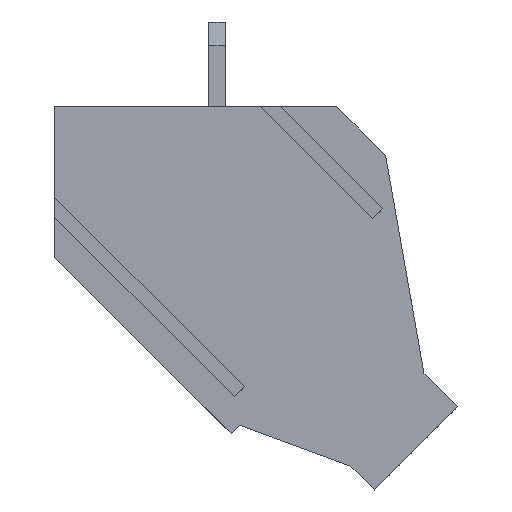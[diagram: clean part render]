
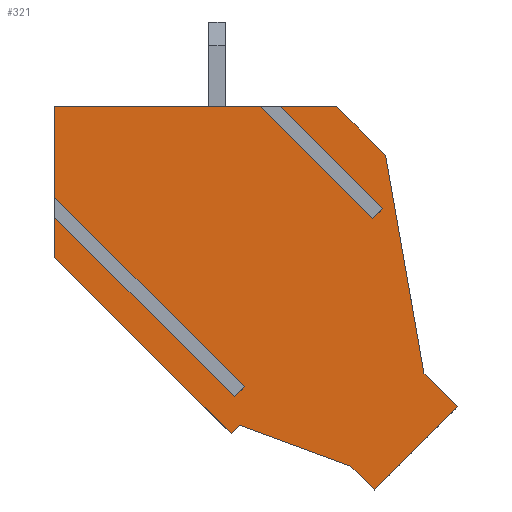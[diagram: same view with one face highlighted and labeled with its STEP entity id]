
A CAD part, front view. The second image highlights one B-rep face of the part: STEP entity #321.
In plain terms, the highlighted planar face has unit normal (0, -1, 0).
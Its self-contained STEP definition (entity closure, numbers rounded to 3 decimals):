
#321 = ADVANCED_FACE( '', ( #722 ), #723, .T. );
#722 = FACE_OUTER_BOUND( '', #1205, .T. );
#723 = PLANE( '', #1206 );
#1205 = EDGE_LOOP( '', ( #2151, #2152, #2153, #2154, #2155, #2156, #2157, #2158, #2159, #2160, #2161, #2162, #2163, #2164, #2165, #2166, #2167, #2168 ) );
#1206 = AXIS2_PLACEMENT_3D( '', #2169, #2170, #2171 );
#2151 = ORIENTED_EDGE( '', *, *, #2917, .T. );
#2152 = ORIENTED_EDGE( '', *, *, #3231, .T. );
#2153 = ORIENTED_EDGE( '', *, *, #3238, .F. );
#2154 = ORIENTED_EDGE( '', *, *, #3173, .F. );
#2155 = ORIENTED_EDGE( '', *, *, #2913, .T. );
#2156 = ORIENTED_EDGE( '', *, *, #3239, .T. );
#2157 = ORIENTED_EDGE( '', *, *, #3136, .T. );
#2158 = ORIENTED_EDGE( '', *, *, #3240, .T. );
#2159 = ORIENTED_EDGE( '', *, *, #3241, .T. );
#2160 = ORIENTED_EDGE( '', *, *, #3242, .T. );
#2161 = ORIENTED_EDGE( '', *, *, #3243, .T. );
#2162 = ORIENTED_EDGE( '', *, *, #3244, .T. );
#2163 = ORIENTED_EDGE( '', *, *, #3245, .T. );
#2164 = ORIENTED_EDGE( '', *, *, #3132, .T. );
#2165 = ORIENTED_EDGE( '', *, *, #3216, .T. );
#2166 = ORIENTED_EDGE( '', *, *, #3246, .F. );
#2167 = ORIENTED_EDGE( '', *, *, #3222, .F. );
#2168 = ORIENTED_EDGE( '', *, *, #3128, .T. );
#2169 = CARTESIAN_POINT( '', ( 129.919, -50.8, 4.895 ) );
#2170 = DIRECTION( '', ( 0., -1., 0. ) );
#2171 = DIRECTION( '', ( -1., 0., 0. ) );
#2913 = EDGE_CURVE( '', #3501, #3499, #3502, .T. );
#2917 = EDGE_CURVE( '', #3509, #3507, #3510, .T. );
#3128 = EDGE_CURVE( '', #3862, #3509, #3863, .T. );
#3132 = EDGE_CURVE( '', #3840, #3868, #3870, .T. );
#3136 = EDGE_CURVE( '', #3872, #3874, #3876, .T. );
#3173 = EDGE_CURVE( '', #3501, #3926, #3927, .T. );
#3216 = EDGE_CURVE( '', #3868, #3989, #3990, .T. );
#3222 = EDGE_CURVE( '', #3862, #3997, #3998, .T. );
#3231 = EDGE_CURVE( '', #3507, #4009, #4010, .T. );
#3238 = EDGE_CURVE( '', #3926, #4009, #4017, .T. );
#3239 = EDGE_CURVE( '', #3499, #3872, #4018, .T. );
#3240 = EDGE_CURVE( '', #3874, #4019, #4020, .T. );
#3241 = EDGE_CURVE( '', #4019, #4021, #4022, .T. );
#3242 = EDGE_CURVE( '', #4021, #4023, #4024, .T. );
#3243 = EDGE_CURVE( '', #4023, #4025, #4026, .T. );
#3244 = EDGE_CURVE( '', #4025, #4027, #4028, .T. );
#3245 = EDGE_CURVE( '', #4027, #3840, #4029, .T. );
#3246 = EDGE_CURVE( '', #3997, #3989, #4030, .T. );
#3499 = VERTEX_POINT( '', #4352 );
#3501 = VERTEX_POINT( '', #4355 );
#3502 = LINE( '', #4356, #4357 );
#3507 = VERTEX_POINT( '', #4364 );
#3509 = VERTEX_POINT( '', #4367 );
#3510 = LINE( '', #4368, #4369 );
#3840 = VERTEX_POINT( '', #4859 );
#3862 = VERTEX_POINT( '', #4895 );
#3863 = LINE( '', #4896, #4897 );
#3868 = VERTEX_POINT( '', #4904 );
#3870 = LINE( '', #4907, #4908 );
#3872 = VERTEX_POINT( '', #4910 );
#3874 = VERTEX_POINT( '', #4913 );
#3876 = LINE( '', #4916, #4917 );
#3926 = VERTEX_POINT( '', #4988 );
#3927 = LINE( '', #4989, #4990 );
#3989 = VERTEX_POINT( '', #5079 );
#3990 = LINE( '', #5080, #5081 );
#3997 = VERTEX_POINT( '', #5091 );
#3998 = LINE( '', #5092, #5093 );
#4009 = VERTEX_POINT( '', #5109 );
#4010 = LINE( '', #5110, #5111 );
#4017 = LINE( '', #5121, #5122 );
#4018 = LINE( '', #5123, #5124 );
#4019 = VERTEX_POINT( '', #5125 );
#4020 = LINE( '', #5126, #5127 );
#4021 = VERTEX_POINT( '', #5128 );
#4022 = LINE( '', #5129, #5130 );
#4023 = VERTEX_POINT( '', #5131 );
#4024 = LINE( '', #5132, #5133 );
#4025 = VERTEX_POINT( '', #5134 );
#4026 = LINE( '', #5135, #5136 );
#4027 = VERTEX_POINT( '', #5137 );
#4028 = LINE( '', #5138, #5139 );
#4029 = LINE( '', #5140, #5141 );
#4030 = LINE( '', #5142, #5143 );
#4352 = CARTESIAN_POINT( '', ( 40., -50.8, -6.398 ) );
#4355 = CARTESIAN_POINT( '', ( 40., -50.8, -4.701 ) );
#4356 = CARTESIAN_POINT( '', ( 40., -50.8, -6.398 ) );
#4357 = VECTOR( '', #5476, 1000. );
#4364 = CARTESIAN_POINT( '', ( 40., -50.8, -3.852 ) );
#4367 = CARTESIAN_POINT( '', ( 40., -50.8, 0. ) );
#4368 = CARTESIAN_POINT( '', ( 40., -50.8, -6.398 ) );
#4369 = VECTOR( '', #5480, 1000. );
#4859 = CARTESIAN_POINT( '', ( 51.987, -50.8, 0. ) );
#4895 = CARTESIAN_POINT( '', ( 48.734, -50.8, 0. ) );
#4896 = CARTESIAN_POINT( '', ( 40., -50.8, 0. ) );
#4897 = VECTOR( '', #5658, 1000. );
#4904 = CARTESIAN_POINT( '', ( 49.583, -50.8, 0. ) );
#4907 = CARTESIAN_POINT( '', ( 40., -50.8, 0. ) );
#4908 = VECTOR( '', #5662, 1000. );
#4910 = CARTESIAN_POINT( '', ( 47.495, -50.8, -13.893 ) );
#4913 = CARTESIAN_POINT( '', ( 47.849, -50.8, -13.54 ) );
#4916 = CARTESIAN_POINT( '', ( 47.849, -50.8, -13.54 ) );
#4917 = VECTOR( '', #5665, 1000. );
#4988 = CARTESIAN_POINT( '', ( 47.636, -50.8, -12.337 ) );
#4989 = CARTESIAN_POINT( '', ( 40.565, -50.8, -5.266 ) );
#4990 = VECTOR( '', #5702, 1000. );
#5079 = CARTESIAN_POINT( '', ( 53.93, -50.8, -4.347 ) );
#5080 = CARTESIAN_POINT( '', ( 47.707, -50.8, 1.875 ) );
#5081 = VECTOR( '', #5739, 1000. );
#5091 = CARTESIAN_POINT( '', ( 53.505, -50.8, -4.771 ) );
#5092 = CARTESIAN_POINT( '', ( 47.283, -50.8, 1.451 ) );
#5093 = VECTOR( '', #5743, 1000. );
#5109 = CARTESIAN_POINT( '', ( 48.061, -50.8, -11.913 ) );
#5110 = CARTESIAN_POINT( '', ( 40.99, -50.8, -4.842 ) );
#5111 = VECTOR( '', #5749, 1000. );
#5121 = CARTESIAN_POINT( '', ( 48.061, -50.8, -11.913 ) );
#5122 = VECTOR( '', #5753, 1000. );
#5123 = CARTESIAN_POINT( '', ( 47.495, -50.8, -13.893 ) );
#5124 = VECTOR( '', #5754, 1000. );
#5125 = CARTESIAN_POINT( '', ( 52.551, -50.8, -15.272 ) );
#5126 = CARTESIAN_POINT( '', ( 52.551, -50.8, -15.272 ) );
#5127 = VECTOR( '', #5755, 1000. );
#5128 = CARTESIAN_POINT( '', ( 53.576, -50.8, -16.297 ) );
#5129 = CARTESIAN_POINT( '', ( 53.576, -50.8, -16.297 ) );
#5130 = VECTOR( '', #5756, 1000. );
#5131 = CARTESIAN_POINT( '', ( 57.112, -50.8, -12.762 ) );
#5132 = CARTESIAN_POINT( '', ( 57.112, -50.8, -12.762 ) );
#5133 = VECTOR( '', #5757, 1000. );
#5134 = CARTESIAN_POINT( '', ( 55.698, -50.8, -11.348 ) );
#5135 = CARTESIAN_POINT( '', ( 55.698, -50.8, -11.348 ) );
#5136 = VECTOR( '', #5758, 1000. );
#5137 = CARTESIAN_POINT( '', ( 54.063, -50.8, -2.076 ) );
#5138 = CARTESIAN_POINT( '', ( 54.063, -50.8, -2.076 ) );
#5139 = VECTOR( '', #5759, 1000. );
#5140 = CARTESIAN_POINT( '', ( 51.987, -50.8, 0. ) );
#5141 = VECTOR( '', #5760, 1000. );
#5142 = CARTESIAN_POINT( '', ( 53.93, -50.8, -4.347 ) );
#5143 = VECTOR( '', #5761, 1000. );
#5476 = DIRECTION( '', ( 0., 0., -1. ) );
#5480 = DIRECTION( '', ( 0., 0., -1. ) );
#5658 = DIRECTION( '', ( -1., 0., 0. ) );
#5662 = DIRECTION( '', ( -1., 0., 0. ) );
#5665 = DIRECTION( '', ( 0.707, 0., 0.707 ) );
#5702 = DIRECTION( '', ( 0.707, 0., -0.707 ) );
#5739 = DIRECTION( '', ( 0.707, 0., -0.707 ) );
#5743 = DIRECTION( '', ( 0.707, 0., -0.707 ) );
#5749 = DIRECTION( '', ( 0.707, 0., -0.707 ) );
#5753 = DIRECTION( '', ( 0.707, 0., 0.707 ) );
#5754 = DIRECTION( '', ( 0.707, 0., -0.707 ) );
#5755 = DIRECTION( '', ( 0.938, 0., -0.346 ) );
#5756 = DIRECTION( '', ( 0.707, 0., -0.707 ) );
#5757 = DIRECTION( '', ( 0.707, 0., 0.707 ) );
#5758 = DIRECTION( '', ( -0.707, 0., 0.707 ) );
#5759 = DIRECTION( '', ( -0.174, 0., 0.985 ) );
#5760 = DIRECTION( '', ( -0.707, 0., 0.707 ) );
#5761 = DIRECTION( '', ( 0.707, 0., 0.707 ) );
